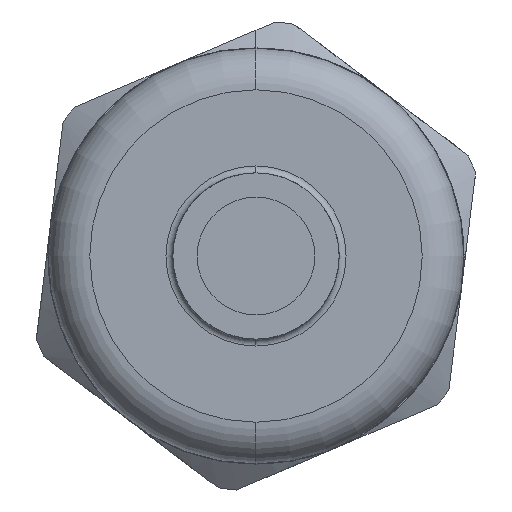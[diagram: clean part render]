
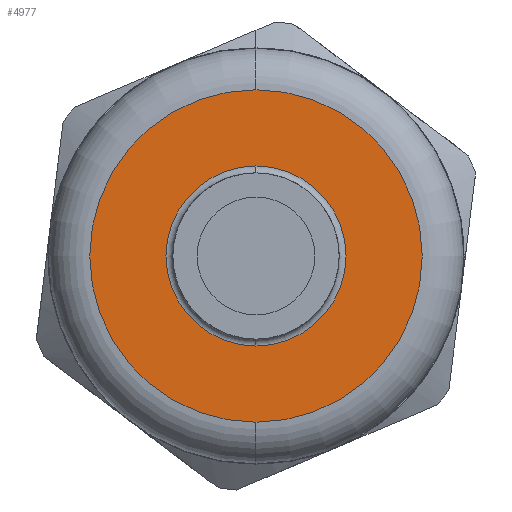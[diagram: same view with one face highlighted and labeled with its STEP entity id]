
A CAD part, left-side view. The second image highlights one B-rep face of the part: STEP entity #4977.
In plain terms, the highlighted planar face has unit normal (-1, 0, 0).
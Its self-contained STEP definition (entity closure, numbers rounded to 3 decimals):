
#51 = AXIS2_PLACEMENT_3D ( 'NONE', #2545, #6427, #3081 ) ;
#393 = DIRECTION ( 'NONE',  ( 0., 0., -1. ) ) ;
#698 = VERTEX_POINT ( 'NONE', #6733 ) ;
#801 = VERTEX_POINT ( 'NONE', #3075 ) ;
#991 = CIRCLE ( 'NONE', #1179, 6.5 ) ;
#1179 = AXIS2_PLACEMENT_3D ( 'NONE', #6679, #5010, #4591 ) ;
#1321 = FACE_BOUND ( 'NONE', #4875, .T. ) ;
#1327 = EDGE_LOOP ( 'NONE', ( #1789, #4051 ) ) ;
#1630 = CARTESIAN_POINT ( 'NONE',  ( 0., 0., 0. ) ) ;
#1789 = ORIENTED_EDGE ( 'NONE', *, *, #2516, .T. ) ;
#2516 = EDGE_CURVE ( 'NONE', #698, #2555, #4119, .T. ) ;
#2545 = CARTESIAN_POINT ( 'NONE',  ( 0., 0., 0. ) ) ;
#2555 = VERTEX_POINT ( 'NONE', #3099 ) ;
#2817 = ORIENTED_EDGE ( 'NONE', *, *, #5737, .T. ) ;
#3075 = CARTESIAN_POINT ( 'NONE',  ( 0., 0., 6.5 ) ) ;
#3076 = DIRECTION ( 'NONE',  ( -1., 0., 0. ) ) ;
#3081 = DIRECTION ( 'NONE',  ( 0., 0., -1. ) ) ;
#3099 = CARTESIAN_POINT ( 'NONE',  ( 0., 0., 12. ) ) ;
#3392 = CIRCLE ( 'NONE', #3678, 6.5 ) ;
#3449 = AXIS2_PLACEMENT_3D ( 'NONE', #3677, #3076, #393 ) ;
#3452 = CARTESIAN_POINT ( 'NONE',  ( 0., 0., -6.5 ) ) ;
#3656 = DIRECTION ( 'NONE',  ( 1., 0., 0. ) ) ;
#3677 = CARTESIAN_POINT ( 'NONE',  ( 0., 0., 0. ) ) ;
#3678 = AXIS2_PLACEMENT_3D ( 'NONE', #4757, #3656, #6402 ) ;
#3817 = CIRCLE ( 'NONE', #51, 12. ) ;
#4051 = ORIENTED_EDGE ( 'NONE', *, *, #5706, .T. ) ;
#4119 = CIRCLE ( 'NONE', #3449, 12. ) ;
#4365 = PLANE ( 'NONE',  #4823 ) ;
#4381 = EDGE_CURVE ( 'NONE', #801, #4448, #991, .T. ) ;
#4448 = VERTEX_POINT ( 'NONE', #3452 ) ;
#4591 = DIRECTION ( 'NONE',  ( 0., 0., -1. ) ) ;
#4757 = CARTESIAN_POINT ( 'NONE',  ( 0., 0., 0. ) ) ;
#4823 = AXIS2_PLACEMENT_3D ( 'NONE', #1630, #5542, #4972 ) ;
#4875 = EDGE_LOOP ( 'NONE', ( #2817, #5317 ) ) ;
#4972 = DIRECTION ( 'NONE',  ( 0., 0., -1. ) ) ;
#4977 = ADVANCED_FACE ( 'NONE', ( #1321, #6956 ), #4365, .F. ) ;
#5010 = DIRECTION ( 'NONE',  ( 1., 0., 0. ) ) ;
#5317 = ORIENTED_EDGE ( 'NONE', *, *, #4381, .T. ) ;
#5542 = DIRECTION ( 'NONE',  ( 1., 0., 0. ) ) ;
#5706 = EDGE_CURVE ( 'NONE', #2555, #698, #3817, .T. ) ;
#5737 = EDGE_CURVE ( 'NONE', #4448, #801, #3392, .T. ) ;
#6402 = DIRECTION ( 'NONE',  ( 0., 0., -1. ) ) ;
#6427 = DIRECTION ( 'NONE',  ( -1., 0., 0. ) ) ;
#6679 = CARTESIAN_POINT ( 'NONE',  ( 0., 0., 0. ) ) ;
#6733 = CARTESIAN_POINT ( 'NONE',  ( 0., 0., -12. ) ) ;
#6956 = FACE_OUTER_BOUND ( 'NONE', #1327, .T. ) ;
